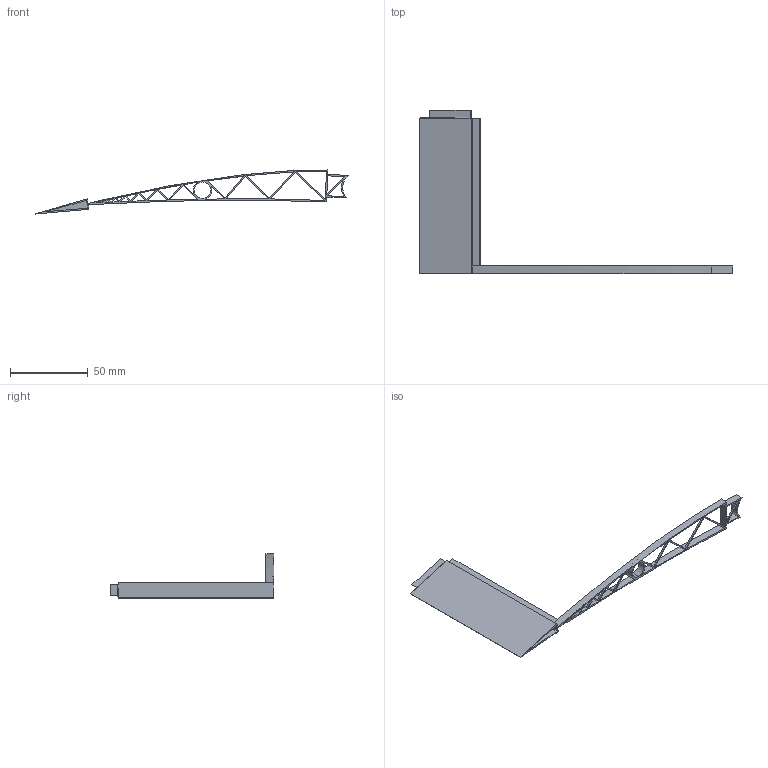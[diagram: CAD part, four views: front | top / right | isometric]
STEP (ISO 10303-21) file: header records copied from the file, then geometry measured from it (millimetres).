
FILE_DESCRIPTION (( 'STEP AP214' ), '1' );
FILE_NAME ('rib5.2.STEP', '2026-02-24T11:04:27', ( '' ), ( '' ), 'SwSTEP 2.0', 'SolidWorks 2024', '' );
FILE_SCHEMA (( 'AUTOMOTIVE_DESIGN' ));
Length unit declared in the file: millimetre
Products named in the file (1): rib5.2
Bounding box: 201.49 x 105 x 28.27 mm (x, y, z)
Volume: 14876 mm3; surface area: 14684.5 mm2
Topology: 1 solids, 1 shells, 89 faces, 312 edges, 206 vertices
Faces by surface type: plane 67, bspline 15, cylinder 7
Entity records: 4240 total; most frequent: CARTESIAN_POINT 1625, ORIENTED_EDGE 624, DIRECTION 408, EDGE_CURVE 312, VECTOR 224, LINE 224, VERTEX_POINT 206, EDGE_LOOP 116
